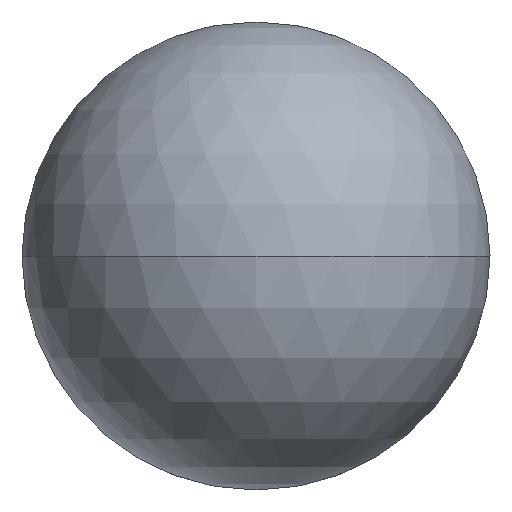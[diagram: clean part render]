
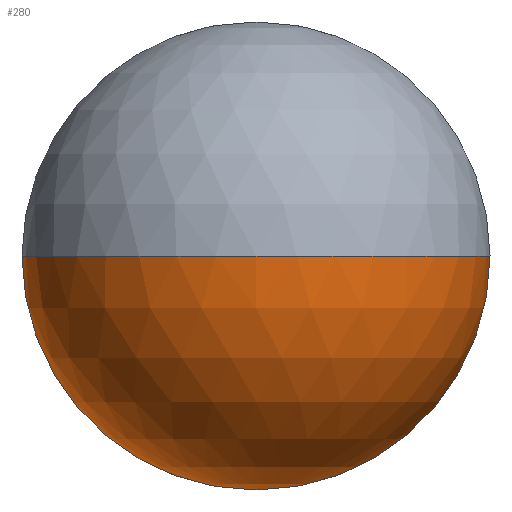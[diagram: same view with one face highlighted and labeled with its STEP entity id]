
A CAD part, front view. The second image highlights one B-rep face of the part: STEP entity #280.
In plain terms, the highlighted spherical face has radius 9.525 mm.
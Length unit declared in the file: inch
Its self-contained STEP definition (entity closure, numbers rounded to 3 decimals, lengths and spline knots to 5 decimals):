
#4 = AXIS2_PLACEMENT_3D ( 'NONE', #55, #210, #142 ) ;
#25 = DIRECTION ( 'NONE',  ( -1., 0., 0. ) ) ;
#55 = CARTESIAN_POINT ( 'NONE',  ( 0., 0.375, 0. ) ) ;
#63 = AXIS2_PLACEMENT_3D ( 'NONE', #76, #444, #25 ) ;
#74 = CIRCLE ( 'NONE', #384, 0.375 ) ;
#76 = CARTESIAN_POINT ( 'NONE',  ( 0., 0.375, 0. ) ) ;
#77 = VERTEX_POINT ( 'NONE', #243 ) ;
#78 = EDGE_CURVE ( 'NONE', #394, #77, #98, .T. ) ;
#95 = CARTESIAN_POINT ( 'NONE',  ( 0., 0.375, 0. ) ) ;
#98 = CIRCLE ( 'NONE', #336, 0.375 ) ;
#105 = ORIENTED_EDGE ( 'NONE', *, *, #78, .T. ) ;
#121 = CIRCLE ( 'NONE', #518, 0.375 ) ;
#142 = DIRECTION ( 'NONE',  ( 1., 0., 0. ) ) ;
#158 = VERTEX_POINT ( 'NONE', #504 ) ;
#187 = ORIENTED_EDGE ( 'NONE', *, *, #460, .T. ) ;
#189 = VERTEX_POINT ( 'NONE', #465 ) ;
#210 = DIRECTION ( 'NONE',  ( 0., 0., 1. ) ) ;
#235 = ORIENTED_EDGE ( 'NONE', *, *, #251, .T. ) ;
#238 = CIRCLE ( 'NONE', #4, 0.375 ) ;
#243 = CARTESIAN_POINT ( 'NONE',  ( 0., 0.375, -0.375 ) ) ;
#251 = EDGE_CURVE ( 'NONE', #77, #158, #121, .T. ) ;
#257 = ORIENTED_EDGE ( 'NONE', *, *, #434, .F. ) ;
#278 = DIRECTION ( 'NONE',  ( 0., 0., -1. ) ) ;
#280 = ADVANCED_FACE ( 'NONE', ( #363 ), #281, .T. ) ;
#281 = SPHERICAL_SURFACE ( 'NONE', #63, 0.375 ) ;
#322 = CARTESIAN_POINT ( 'NONE',  ( 0., 0.375, 0. ) ) ;
#325 = EDGE_LOOP ( 'NONE', ( #105, #235, #187, #257 ) ) ;
#336 = AXIS2_PLACEMENT_3D ( 'NONE', #486, #493, #376 ) ;
#339 = DIRECTION ( 'NONE',  ( 0., 0., -1. ) ) ;
#352 = DIRECTION ( 'NONE',  ( 0., -1., 0. ) ) ;
#363 = FACE_OUTER_BOUND ( 'NONE', #325, .T. ) ;
#370 = CARTESIAN_POINT ( 'NONE',  ( -0.375, 0.375, 0. ) ) ;
#376 = DIRECTION ( 'NONE',  ( 0., 0., -1. ) ) ;
#384 = AXIS2_PLACEMENT_3D ( 'NONE', #95, #339, #385 ) ;
#385 = DIRECTION ( 'NONE',  ( -1., 0., 0. ) ) ;
#394 = VERTEX_POINT ( 'NONE', #370 ) ;
#434 = EDGE_CURVE ( 'NONE', #394, #189, #238, .T. ) ;
#444 = DIRECTION ( 'NONE',  ( 0., 0., -1. ) ) ;
#460 = EDGE_CURVE ( 'NONE', #158, #189, #74, .T. ) ;
#465 = CARTESIAN_POINT ( 'NONE',  ( 0., 0., 0. ) ) ;
#486 = CARTESIAN_POINT ( 'NONE',  ( 0., 0.375, 0. ) ) ;
#493 = DIRECTION ( 'NONE',  ( 0., -1., 0. ) ) ;
#504 = CARTESIAN_POINT ( 'NONE',  ( 0.375, 0.375, 0. ) ) ;
#518 = AXIS2_PLACEMENT_3D ( 'NONE', #322, #352, #278 ) ;
